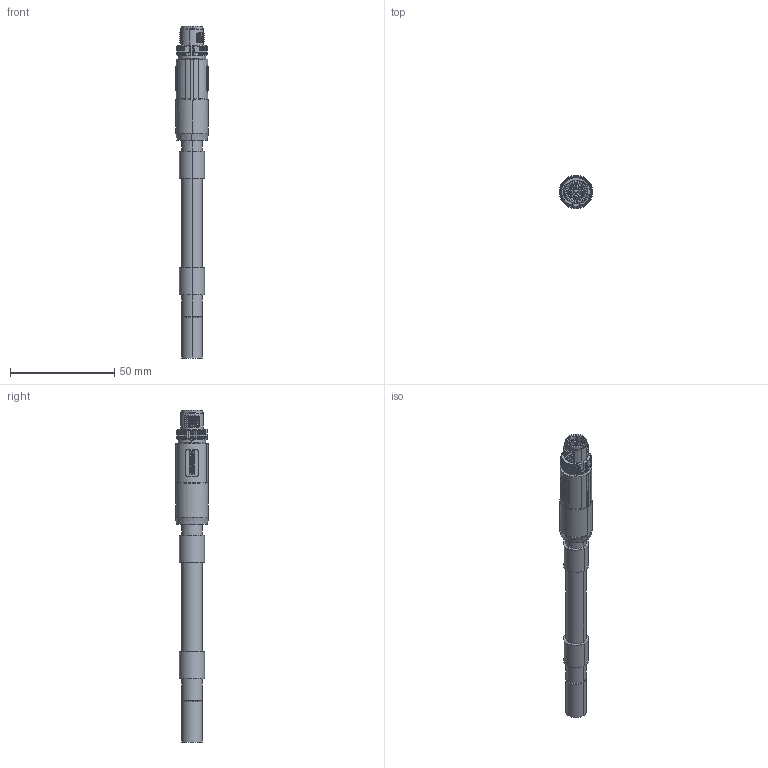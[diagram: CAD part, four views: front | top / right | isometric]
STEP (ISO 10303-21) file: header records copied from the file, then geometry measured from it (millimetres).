
FILE_DESCRIPTION(/* description */ ('Alibre Inc.'),/* implementation_level */ '2;1');
FILE_NAME(/* name */ 'export-9BDE9935-9AF7-4873-9598-B8E9B3AD09A5',/* time_stamp */ '2021-02-13T16:35:21+01:00',/* author */ (''),/* organization */ (''),/* preprocessor_version */ 'ST-DEVELOPER v17',/* originating_system */ 'Alibre',/* authorisation */ '');
FILE_SCHEMA (('AUTOMOTIVE_DESIGN'));
Length unit declared in the file: millimetre
Products named in the file (1): KBP-4SAE01AX_XX_ASM_SW0002
Bounding box: 16 x 16 x 158.95 mm (x, y, z)
Volume: 17419.8 mm3; surface area: 7472.9 mm2
Topology: 1 solids, 1 shells, 1242 faces, 3307 edges, 2122 vertices
Faces by surface type: plane 663, cylinder 269, bspline 205, torus 53, cone 46, sphere 6
Entity records: 79183 total; most frequent: CARTESIAN_POINT 51468, ORIENTED_EDGE 6532, DIRECTION 4235, EDGE_CURVE 3266, VERTEX_POINT 2113, VECTOR 1761, LINE 1761, AXIS2_PLACEMENT_3D 1546
